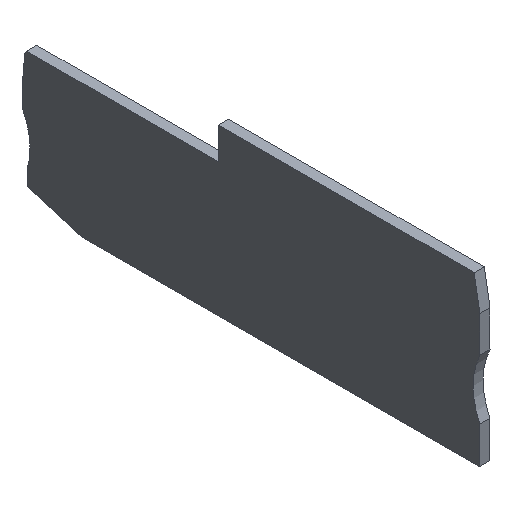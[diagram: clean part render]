
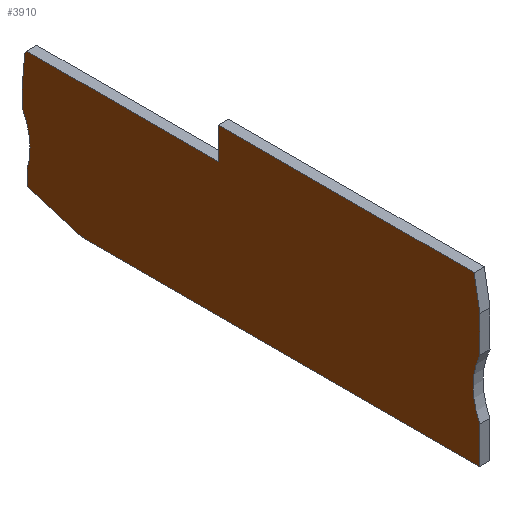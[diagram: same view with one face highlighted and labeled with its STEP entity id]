
A CAD part, isometric view. The second image highlights one B-rep face of the part: STEP entity #3910.
In plain terms, the highlighted face is planar.
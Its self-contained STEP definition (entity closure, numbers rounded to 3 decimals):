
#100=CARTESIAN_POINT('',(39.882,-34.685,
53.67));
#110=VERTEX_POINT('',#100);
#160=CARTESIAN_POINT('',(31.631,-37.113,53.67));
#170=DIRECTION('',(-0.959,-0.282,
0.));
#180=VECTOR('',#170,1.);
#190=LINE('',#160,#180);
#200=CARTESIAN_POINT('',(27.938,-38.2,
53.67));
#210=VERTEX_POINT('',#200);
#220=EDGE_CURVE('',#110,#210,#190,.T.);
#530=CARTESIAN_POINT('',(40.982,-34.361,
53.67));
#540=DIRECTION('',(0.,1.,0.));
#550=VECTOR('',#540,1.);
#560=LINE('',#530,#550);
#570=CARTESIAN_POINT('',(40.982,-20.165,
53.67));
#580=VERTEX_POINT('',#570);
#590=CARTESIAN_POINT('',(40.982,-16.813,
53.67));
#600=VERTEX_POINT('',#590);
#610=EDGE_CURVE('',#580,#600,#560,.T.);
#1000=CARTESIAN_POINT('',(-1.843,-22.363,53.67)
);
#1010=DIRECTION('',(0.,1.,0.));
#1020=VECTOR('',#1010,1.);
#1030=LINE('',#1000,#1020);
#1040=CARTESIAN_POINT('',(-1.843,-9.15,
53.67));
#1050=VERTEX_POINT('',#1040);
#1060=CARTESIAN_POINT('',(-1.843,-2.2,
53.67));
#1070=VERTEX_POINT('',#1060);
#1080=EDGE_CURVE('',#1050,#1070,#1030,.T.);
#1470=CARTESIAN_POINT('',(41.453,-22.363,53.67))
;
#1480=DIRECTION('',(-0.085,0.996,0.));
#1490=VECTOR('',#1480,1.);
#1500=LINE('',#1470,#1490);
#1510=CARTESIAN_POINT('',(40.387,-9.803,
53.67));
#1520=VERTEX_POINT('',#1510);
#1530=EDGE_CURVE('',#600,#1520,#1500,.T.);
#1850=CARTESIAN_POINT('',(-72.361,-23.7,
53.67));
#1860=DIRECTION('',(0.,0.,1.));
#1870=DIRECTION('',(1.,0.,0.));
#1880=AXIS2_PLACEMENT_3D('',#1850,#1860,#1870);
#1890=CIRCLE('',#1880,15.);
#1900=CARTESIAN_POINT('',(-58.843,-30.2,
53.67));
#1910=VERTEX_POINT('',#1900);
#1920=CARTESIAN_POINT('',(-58.843,-17.2,
53.67));
#1930=VERTEX_POINT('',#1920);
#1940=EDGE_CURVE('',#1910,#1930,#1890,.T.);
#3140=CARTESIAN_POINT('',(-9.021,-37.65,
53.67));
#3150=DIRECTION('',(0.,0.,-1.));
#3160=DIRECTION('',(-1.,0.,0.));
#3170=AXIS2_PLACEMENT_3D('',#3140,#3150,#3160);
#3180=PLANE('',#3170);
#3190=CARTESIAN_POINT('',(-61.142,-22.363,
53.67));
#3200=DIRECTION('',(0.174,0.985,0.));
#3210=VECTOR('',#3200,1.);
#3220=LINE('',#3190,#3210);
#3230=CARTESIAN_POINT('',(-58.843,-9.327,
53.67));
#3240=VERTEX_POINT('',#3230);
#3250=CARTESIAN_POINT('',(-57.586,-2.2,
53.67));
#3260=VERTEX_POINT('',#3250);
#3270=EDGE_CURVE('',#3240,#3260,#3220,.T.);
#3280=ORIENTED_EDGE('',*,*,#3270,.T.);
#3290=CARTESIAN_POINT('',(-58.843,-32.743,
53.67));
#3300=DIRECTION('',(0.,-1.,0.));
#3310=VECTOR('',#3300,1.);
#3320=LINE('',#3290,#3310);
#3330=EDGE_CURVE('',#3240,#1930,#3320,.T.);
#3340=ORIENTED_EDGE('',*,*,#3330,.F.);
#3350=ORIENTED_EDGE('',*,*,#1940,.T.);
#3360=CARTESIAN_POINT('',(-58.843,-22.363,53.67)
);
#3370=DIRECTION('',(0.,-1.,0.));
#3380=VECTOR('',#3370,1.);
#3390=LINE('',#3360,#3380);
#3400=CARTESIAN_POINT('',(-58.843,-38.2,
53.67));
#3410=VERTEX_POINT('',#3400);
#3420=EDGE_CURVE('',#1910,#3410,#3390,.T.);
#3430=ORIENTED_EDGE('',*,*,#3420,.F.);
#3440=CARTESIAN_POINT('',(31.631,-38.2,53.67))
;
#3450=DIRECTION('',(1.,0.,0.));
#3460=VECTOR('',#3450,1.);
#3470=LINE('',#3440,#3460);
#3480=EDGE_CURVE('',#3410,#210,#3470,.T.);
#3490=ORIENTED_EDGE('',*,*,#3480,.F.);
#3500=ORIENTED_EDGE('',*,*,#220,.T.);
#3510=CARTESIAN_POINT('',(39.882,-22.363,53.67))
;
#3520=DIRECTION('',(0.,1.,0.));
#3530=VECTOR('',#3520,1.);
#3540=LINE('',#3510,#3530);
#3550=CARTESIAN_POINT('',(39.882,-31.575,
53.67));
#3560=VERTEX_POINT('',#3550);
#3570=EDGE_CURVE('',#110,#3560,#3540,.T.);
#3580=ORIENTED_EDGE('',*,*,#3570,.F.);
#3590=CARTESIAN_POINT('',(54.23,-27.2,
53.67));
#3600=DIRECTION('',(0.,0.,-1.));
#3610=DIRECTION('',(-1.,0.,0.));
#3620=AXIS2_PLACEMENT_3D('',#3590,#3600,#3610);
#3630=CIRCLE('',#3620,15.);
#3640=EDGE_CURVE('',#3560,#580,#3630,.T.);
#3650=ORIENTED_EDGE('',*,*,#3640,.F.);
#3660=ORIENTED_EDGE('',*,*,#610,.F.);
#3670=ORIENTED_EDGE('',*,*,#1530,.F.);
#3680=CARTESIAN_POINT('',(49.182,-22.363,53.67))
;
#3690=DIRECTION('',(-0.574,0.819,0.));
#3700=VECTOR('',#3690,1.);
#3710=LINE('',#3680,#3700);
#3720=CARTESIAN_POINT('',(39.93,-9.15,
53.67));
#3730=VERTEX_POINT('',#3720);
#3740=EDGE_CURVE('',#1520,#3730,#3710,.T.);
#3750=ORIENTED_EDGE('',*,*,#3740,.F.);
#3760=CARTESIAN_POINT('',(31.631,-9.15,53.67));
#3770=DIRECTION('',(-1.,0.,0.));
#3780=VECTOR('',#3770,1.);
#3790=LINE('',#3760,#3780);
#3800=EDGE_CURVE('',#3730,#1050,#3790,.T.);
#3810=ORIENTED_EDGE('',*,*,#3800,.F.);
#3820=ORIENTED_EDGE('',*,*,#1080,.F.);
#3830=CARTESIAN_POINT('',(15.231,-2.2,53.67))
;
#3840=DIRECTION('',(-1.,0.,0.));
#3850=VECTOR('',#3840,1.);
#3860=LINE('',#3830,#3850);
#3870=EDGE_CURVE('',#1070,#3260,#3860,.T.);
#3880=ORIENTED_EDGE('',*,*,#3870,.F.);
#3890=EDGE_LOOP('',(#3880,#3820,#3810,#3750,#3670,#3660,#3650,#3580,
#3500,#3490,#3430,#3350,#3340,#3280));
#3900=FACE_OUTER_BOUND('',#3890,.T.);
#3910=ADVANCED_FACE('',(#3900),#3180,.T.);
